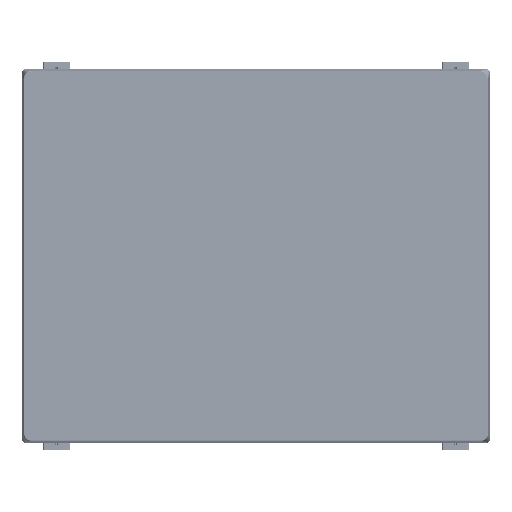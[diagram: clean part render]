
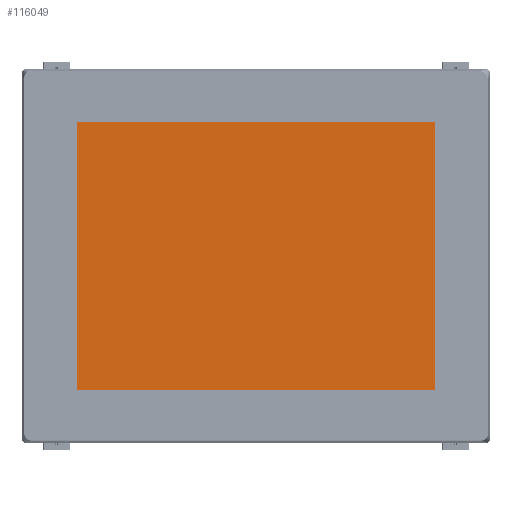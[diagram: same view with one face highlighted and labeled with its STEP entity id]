
A CAD part, top view. The second image highlights one B-rep face of the part: STEP entity #116049.
In plain terms, the highlighted planar face has unit normal (0, 0, 1).
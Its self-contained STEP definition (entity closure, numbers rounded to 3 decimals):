
#5435=PLANE('',#122445);
#9079=FACE_OUTER_BOUND('',#15437,.T.);
#15437=EDGE_LOOP('',(#75985,#75986,#75987,#75988,#75989,#75990,#75991,#75992));
#23273=LINE('',#164860,#34223);
#23274=LINE('',#164864,#34224);
#23275=LINE('',#164868,#34225);
#23276=LINE('',#164871,#34226);
#34223=VECTOR('',#132951,10.);
#34224=VECTOR('',#132954,10.);
#34225=VECTOR('',#132957,10.);
#34226=VECTOR('',#132960,10.);
#45167=CIRCLE('',#122446,0.5);
#45168=CIRCLE('',#122447,0.5);
#45169=CIRCLE('',#122448,0.5);
#45170=CIRCLE('',#122449,0.5);
#48713=VERTEX_POINT('',#164856);
#48714=VERTEX_POINT('',#164857);
#48715=VERTEX_POINT('',#164859);
#48716=VERTEX_POINT('',#164861);
#48717=VERTEX_POINT('',#164863);
#48718=VERTEX_POINT('',#164865);
#48719=VERTEX_POINT('',#164867);
#48720=VERTEX_POINT('',#164869);
#59511=EDGE_CURVE('',#48713,#48714,#45167,.T.);
#59512=EDGE_CURVE('',#48714,#48715,#23273,.T.);
#59513=EDGE_CURVE('',#48715,#48716,#45168,.T.);
#59514=EDGE_CURVE('',#48716,#48717,#23274,.T.);
#59515=EDGE_CURVE('',#48717,#48718,#45169,.T.);
#59516=EDGE_CURVE('',#48718,#48719,#23275,.T.);
#59517=EDGE_CURVE('',#48719,#48720,#45170,.T.);
#59518=EDGE_CURVE('',#48720,#48713,#23276,.T.);
#75985=ORIENTED_EDGE('',*,*,#59511,.T.);
#75986=ORIENTED_EDGE('',*,*,#59512,.T.);
#75987=ORIENTED_EDGE('',*,*,#59513,.T.);
#75988=ORIENTED_EDGE('',*,*,#59514,.T.);
#75989=ORIENTED_EDGE('',*,*,#59515,.T.);
#75990=ORIENTED_EDGE('',*,*,#59516,.T.);
#75991=ORIENTED_EDGE('',*,*,#59517,.T.);
#75992=ORIENTED_EDGE('',*,*,#59518,.T.);
#116049=ADVANCED_FACE('',(#9079),#5435,.T.);
#122445=AXIS2_PLACEMENT_3D('',#164855,#132947,#132948);
#122446=AXIS2_PLACEMENT_3D('',#164858,#132949,#132950);
#122447=AXIS2_PLACEMENT_3D('',#164862,#132952,#132953);
#122448=AXIS2_PLACEMENT_3D('',#164866,#132955,#132956);
#122449=AXIS2_PLACEMENT_3D('',#164870,#132958,#132959);
#132947=DIRECTION('center_axis',(0.,0.,
1.));
#132948=DIRECTION('ref_axis',(1.,0.,0.));
#132949=DIRECTION('center_axis',(0.,0.,
1.));
#132950=DIRECTION('ref_axis',(-1.,0.,0.));
#132951=DIRECTION('',(-1.,0.,0.));
#132952=DIRECTION('center_axis',(0.,0.,
1.));
#132953=DIRECTION('ref_axis',(0.,-1.,0.));
#132954=DIRECTION('',(0.,-1.,0.));
#132955=DIRECTION('center_axis',(0.,0.,
1.));
#132956=DIRECTION('ref_axis',(1.,0.,0.));
#132957=DIRECTION('',(1.,0.,0.));
#132958=DIRECTION('center_axis',(0.,0.,
1.));
#132959=DIRECTION('ref_axis',(0.,1.,0.));
#132960=DIRECTION('',(0.,1.,0.));
#164855=CARTESIAN_POINT('Origin',(0.,0.,
-0.2));
#164856=CARTESIAN_POINT('',(106.1,79.2,-0.2));
#164857=CARTESIAN_POINT('',(105.6,79.7,-0.2));
#164858=CARTESIAN_POINT('Origin',(105.6,79.2,-0.2));
#164859=CARTESIAN_POINT('',(-105.6,79.7,-0.2));
#164860=CARTESIAN_POINT('',(-52.8,79.7,-0.2));
#164861=CARTESIAN_POINT('',(-106.1,79.2,-0.2));
#164862=CARTESIAN_POINT('Origin',(-105.6,79.2,-0.2));
#164863=CARTESIAN_POINT('',(-106.1,-79.2,-0.2));
#164864=CARTESIAN_POINT('',(-106.1,-39.6,-0.2));
#164865=CARTESIAN_POINT('',(-105.6,-79.7,-0.2));
#164866=CARTESIAN_POINT('Origin',(-105.6,-79.2,-0.2));
#164867=CARTESIAN_POINT('',(105.6,-79.7,-0.2));
#164868=CARTESIAN_POINT('',(52.8,-79.7,-0.2));
#164869=CARTESIAN_POINT('',(106.1,-79.2,-0.2));
#164870=CARTESIAN_POINT('Origin',(105.6,-79.2,-0.2));
#164871=CARTESIAN_POINT('',(106.1,39.6,-0.2));
